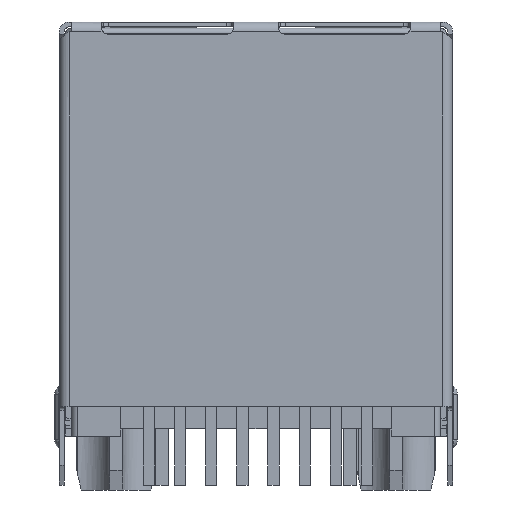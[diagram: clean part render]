
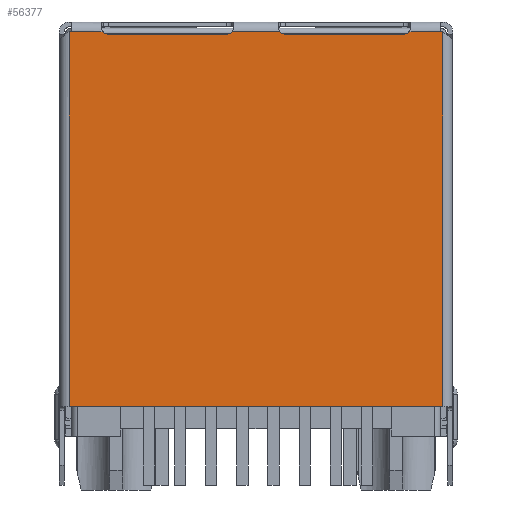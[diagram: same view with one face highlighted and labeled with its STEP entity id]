
A CAD part, front view. The second image highlights one B-rep face of the part: STEP entity #56377.
In plain terms, the highlighted planar face has unit normal (0, -1, 0).
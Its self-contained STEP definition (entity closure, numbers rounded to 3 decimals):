
#4810=LINE('',#82481,#9656);
#4813=LINE('',#82513,#9659);
#4829=LINE('',#82609,#9675);
#4831=LINE('',#82649,#9677);
#4977=LINE('',#83080,#9823);
#4989=LINE('',#83157,#9835);
#5115=LINE('',#83554,#9961);
#5118=LINE('',#83597,#9964);
#5119=LINE('',#83599,#9965);
#5120=LINE('',#83600,#9966);
#9656=VECTOR('',#68227,1000.);
#9659=VECTOR('',#68234,1000.);
#9675=VECTOR('',#68278,1000.);
#9677=VECTOR('',#68288,1000.);
#9823=VECTOR('',#68638,1000.);
#9835=VECTOR('',#68678,1000.);
#9961=VECTOR('',#69054,1000.);
#9964=VECTOR('',#69065,1000.);
#9965=VECTOR('',#69066,1000.);
#9966=VECTOR('',#69067,1000.);
#20870=ORIENTED_EDGE('',*,*,#27879,.T.);
#20871=ORIENTED_EDGE('',*,*,#27897,.T.);
#20872=ORIENTED_EDGE('',*,*,#27875,.F.);
#20873=ORIENTED_EDGE('',*,*,#28092,.T.);
#20874=ORIENTED_EDGE('',*,*,#28093,.F.);
#20875=ORIENTED_EDGE('',*,*,#27646,.T.);
#20876=ORIENTED_EDGE('',*,*,#27650,.F.);
#20877=ORIENTED_EDGE('',*,*,#27682,.T.);
#20878=ORIENTED_EDGE('',*,*,#27680,.T.);
#20879=ORIENTED_EDGE('',*,*,#27677,.F.);
#20880=ORIENTED_EDGE('',*,*,#27674,.T.);
#20881=ORIENTED_EDGE('',*,*,#28086,.T.);
#20882=ORIENTED_EDGE('',*,*,#28091,.T.);
#20883=ORIENTED_EDGE('',*,*,#28094,.T.);
#27646=EDGE_CURVE('',#32092,#32091,#4810,.T.);
#27650=EDGE_CURVE('',#32094,#32091,#4813,.T.);
#27674=EDGE_CURVE('',#32109,#32108,#33529,.T.);
#27677=EDGE_CURVE('',#32109,#32112,#4829,.T.);
#27680=EDGE_CURVE('',#32113,#32112,#33531,.T.);
#27682=EDGE_CURVE('',#32094,#32113,#4831,.T.);
#27875=EDGE_CURVE('',#32232,#32229,#4977,.T.);
#27879=EDGE_CURVE('',#32233,#32236,#33576,.T.);
#27897=EDGE_CURVE('',#32236,#32229,#4989,.T.);
#28086=EDGE_CURVE('',#32108,#32364,#5115,.T.);
#28091=EDGE_CURVE('',#32364,#32366,#33634,.T.);
#28092=EDGE_CURVE('',#32232,#32367,#5118,.T.);
#28093=EDGE_CURVE('',#32092,#32367,#5119,.T.);
#28094=EDGE_CURVE('',#32366,#32233,#5120,.T.);
#32091=VERTEX_POINT('',#82480);
#32092=VERTEX_POINT('',#82482);
#32094=VERTEX_POINT('',#82512);
#32108=VERTEX_POINT('',#82592);
#32109=VERTEX_POINT('',#82600);
#32112=VERTEX_POINT('',#82607);
#32113=VERTEX_POINT('',#82612);
#32229=VERTEX_POINT('',#83074);
#32232=VERTEX_POINT('',#83079);
#32233=VERTEX_POINT('',#83083);
#32236=VERTEX_POINT('',#83088);
#32364=VERTEX_POINT('',#83555);
#32366=VERTEX_POINT('',#83594);
#32367=VERTEX_POINT('',#83598);
#33529=CIRCLE('',#59048,0.3);
#33531=CIRCLE('',#59052,0.3);
#33576=CIRCLE('',#59158,0.3);
#33634=CIRCLE('',#59297,0.3);
#35700=EDGE_LOOP('',(#20870,#20871,#20872,#20873,#20874,#20875,#20876,#20877,
#20878,#20879,#20880,#20881,#20882,#20883));
#38056=FACE_BOUND('',#35700,.T.);
#39663=PLANE('',#59298);
#56377=ADVANCED_FACE('',(#38056),#39663,.F.);
#59048=AXIS2_PLACEMENT_3D('',#82603,#68272,#68273);
#59052=AXIS2_PLACEMENT_3D('',#82614,#68284,#68285);
#59158=AXIS2_PLACEMENT_3D('',#83089,#68645,#68646);
#59297=AXIS2_PLACEMENT_3D('',#83595,#69061,#69062);
#59298=AXIS2_PLACEMENT_3D('',#83596,#69063,#69064);
#68227=DIRECTION('',(0.,0.,1.));
#68234=DIRECTION('',(1.,0.,0.));
#68272=DIRECTION('',(0.,1.,0.));
#68273=DIRECTION('',(0.,0.,-1.));
#68278=DIRECTION('',(1.,0.,0.));
#68284=DIRECTION('',(0.,1.,0.));
#68285=DIRECTION('',(0.745,0.,-0.667));
#68288=DIRECTION('',(-1.,0.,0.));
#68638=DIRECTION('',(1.,0.,0.));
#68645=DIRECTION('',(0.,1.,0.));
#68646=DIRECTION('',(0.,0.,-1.));
#68678=DIRECTION('',(-1.,0.,0.));
#69054=DIRECTION('',(-1.,0.,0.));
#69061=DIRECTION('',(0.,1.,0.));
#69062=DIRECTION('',(0.745,0.,-0.667));
#69063=DIRECTION('',(0.,1.,0.));
#69064=DIRECTION('',(-1.,0.,0.));
#69065=DIRECTION('',(0.,0.,-1.));
#69066=DIRECTION('',(-1.,0.,0.));
#69067=DIRECTION('',(-1.,0.,0.));
#82480=CARTESIAN_POINT('',(15.505,-0.25,-0.15));
#82481=CARTESIAN_POINT('',(15.505,-0.25,-15.45));
#82482=CARTESIAN_POINT('',(15.505,-0.25,-15.45));
#82512=CARTESIAN_POINT('',(15.405,-0.25,-0.15));
#82513=CARTESIAN_POINT('',(15.405,-0.25,-0.15));
#82592=CARTESIAN_POINT('',(8.856,-0.25,-0.15));
#82600=CARTESIAN_POINT('',(9.08,-0.25,-0.25));
#82603=CARTESIAN_POINT('',(9.08,-0.25,0.05));
#82607=CARTESIAN_POINT('',(13.9,-0.25,-0.25));
#82609=CARTESIAN_POINT('',(9.08,-0.25,-0.25));
#82612=CARTESIAN_POINT('',(14.124,-0.25,-0.15));
#82614=CARTESIAN_POINT('',(13.9,-0.25,0.05));
#82649=CARTESIAN_POINT('',(15.405,-0.25,-0.15));
#83074=CARTESIAN_POINT('',(0.355,-0.25,-0.15));
#83079=CARTESIAN_POINT('',(0.255,-0.25,-0.15));
#83080=CARTESIAN_POINT('',(0.255,-0.25,-0.15));
#83083=CARTESIAN_POINT('',(1.86,-0.25,-0.25));
#83088=CARTESIAN_POINT('',(1.636,-0.25,-0.15));
#83089=CARTESIAN_POINT('',(1.86,-0.25,0.05));
#83157=CARTESIAN_POINT('',(1.636,-0.25,-0.15));
#83554=CARTESIAN_POINT('',(8.856,-0.25,-0.15));
#83555=CARTESIAN_POINT('',(6.904,-0.25,-0.15));
#83594=CARTESIAN_POINT('',(6.68,-0.25,-0.25));
#83595=CARTESIAN_POINT('',(6.68,-0.25,0.05));
#83596=CARTESIAN_POINT('',(7.88,-0.25,-7.8));
#83597=CARTESIAN_POINT('',(0.255,-0.25,-0.15));
#83598=CARTESIAN_POINT('',(0.255,-0.25,-15.45));
#83599=CARTESIAN_POINT('',(15.505,-0.25,-15.45));
#83600=CARTESIAN_POINT('',(6.68,-0.25,-0.25));
